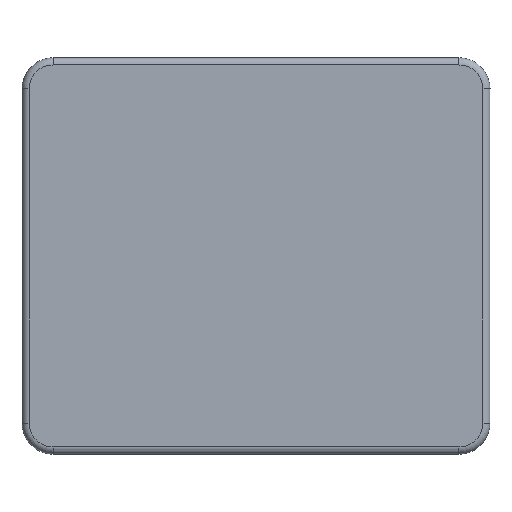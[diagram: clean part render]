
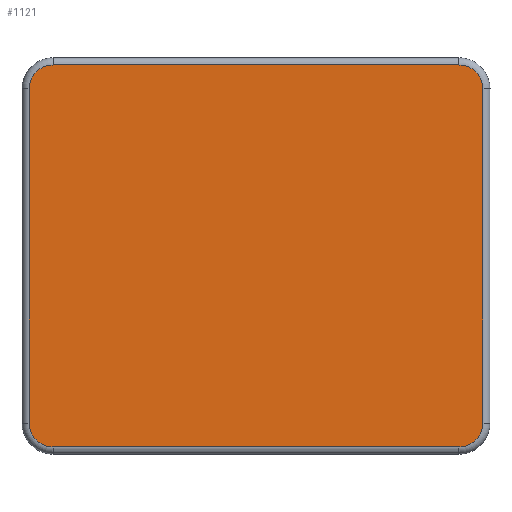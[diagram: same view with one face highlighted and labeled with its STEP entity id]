
A CAD part, top view. The second image highlights one B-rep face of the part: STEP entity #1121.
In plain terms, the highlighted planar face has unit normal (0, 0, 1).
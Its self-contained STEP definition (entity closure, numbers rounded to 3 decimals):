
#42=PLANE('',#1272);
#130=FACE_OUTER_BOUND('',#205,.T.);
#205=EDGE_LOOP('',(#978,#979,#980,#981,#982,#983,#984,#985));
#278=LINE('',#1917,#362);
#279=LINE('',#1928,#363);
#281=LINE('',#1940,#365);
#283=LINE('',#1952,#367);
#362=VECTOR('',#1576,10.);
#363=VECTOR('',#1589,10.);
#365=VECTOR('',#1603,10.);
#367=VECTOR('',#1617,10.);
#441=CIRCLE('',#1247,10.);
#445=CIRCLE('',#1253,10.);
#449=CIRCLE('',#1259,10.);
#452=CIRCLE('',#1264,10.);
#522=VERTEX_POINT('',#1910);
#525=VERTEX_POINT('',#1915);
#527=VERTEX_POINT('',#1920);
#529=VERTEX_POINT('',#1926);
#531=VERTEX_POINT('',#1932);
#533=VERTEX_POINT('',#1938);
#535=VERTEX_POINT('',#1944);
#537=VERTEX_POINT('',#1950);
#668=EDGE_CURVE('',#525,#522,#278,.T.);
#670=EDGE_CURVE('',#527,#525,#441,.T.);
#673=EDGE_CURVE('',#529,#527,#279,.T.);
#676=EDGE_CURVE('',#531,#529,#445,.T.);
#679=EDGE_CURVE('',#533,#531,#281,.T.);
#682=EDGE_CURVE('',#535,#533,#449,.T.);
#685=EDGE_CURVE('',#537,#535,#283,.T.);
#687=EDGE_CURVE('',#522,#537,#452,.T.);
#978=ORIENTED_EDGE('',*,*,#668,.F.);
#979=ORIENTED_EDGE('',*,*,#670,.F.);
#980=ORIENTED_EDGE('',*,*,#673,.F.);
#981=ORIENTED_EDGE('',*,*,#676,.F.);
#982=ORIENTED_EDGE('',*,*,#679,.F.);
#983=ORIENTED_EDGE('',*,*,#682,.F.);
#984=ORIENTED_EDGE('',*,*,#685,.F.);
#985=ORIENTED_EDGE('',*,*,#687,.F.);
#1121=ADVANCED_FACE('',(#130),#42,.T.);
#1247=AXIS2_PLACEMENT_3D('',#1922,#1581,#1582);
#1253=AXIS2_PLACEMENT_3D('',#1934,#1595,#1596);
#1259=AXIS2_PLACEMENT_3D('',#1946,#1609,#1610);
#1264=AXIS2_PLACEMENT_3D('',#1955,#1621,#1622);
#1272=AXIS2_PLACEMENT_3D('',#1975,#1644,#1645);
#1576=DIRECTION('',(0.,1.,0.));
#1581=DIRECTION('center_axis',(0.,0.,-1.));
#1582=DIRECTION('ref_axis',(-0.707,-0.707,0.));
#1589=DIRECTION('',(-1.,0.,0.));
#1595=DIRECTION('center_axis',(0.,0.,-1.));
#1596=DIRECTION('ref_axis',(0.707,-0.707,0.));
#1603=DIRECTION('',(0.,-1.,0.));
#1609=DIRECTION('center_axis',(0.,0.,-1.));
#1610=DIRECTION('ref_axis',(0.707,0.707,0.));
#1617=DIRECTION('',(1.,0.,0.));
#1621=DIRECTION('center_axis',(0.,0.,-1.));
#1622=DIRECTION('ref_axis',(-0.707,0.707,0.));
#1644=DIRECTION('center_axis',(0.,0.,1.));
#1645=DIRECTION('ref_axis',(-1.,0.,0.));
#1910=CARTESIAN_POINT('',(-22.,129.,60.));
#1915=CARTESIAN_POINT('',(-22.,-11.,60.));
#1917=CARTESIAN_POINT('',(-22.,94.,60.));
#1920=CARTESIAN_POINT('',(-12.,-21.,60.));
#1922=CARTESIAN_POINT('Origin',(-12.,-11.,60.));
#1926=CARTESIAN_POINT('',(158.,-21.,60.));
#1928=CARTESIAN_POINT('',(30.5,-21.,60.));
#1932=CARTESIAN_POINT('',(168.,-11.,60.));
#1934=CARTESIAN_POINT('Origin',(158.,-11.,60.));
#1938=CARTESIAN_POINT('',(168.,129.,60.));
#1940=CARTESIAN_POINT('',(168.,24.,60.));
#1944=CARTESIAN_POINT('',(158.,139.,60.));
#1946=CARTESIAN_POINT('Origin',(158.,129.,60.));
#1950=CARTESIAN_POINT('',(-12.,139.,60.));
#1952=CARTESIAN_POINT('',(115.5,139.,60.));
#1955=CARTESIAN_POINT('Origin',(-12.,129.,60.));
#1975=CARTESIAN_POINT('Origin',(73.,59.,60.));
